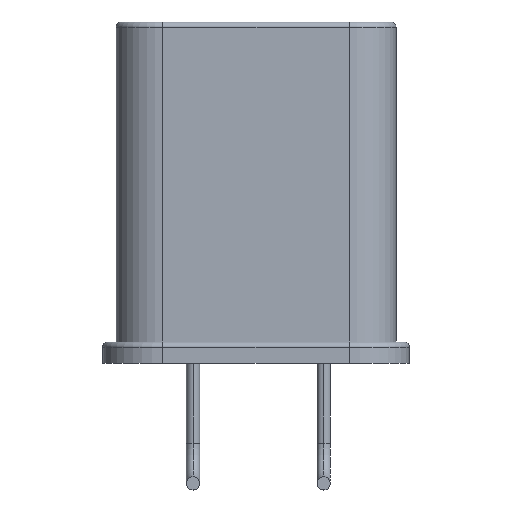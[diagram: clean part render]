
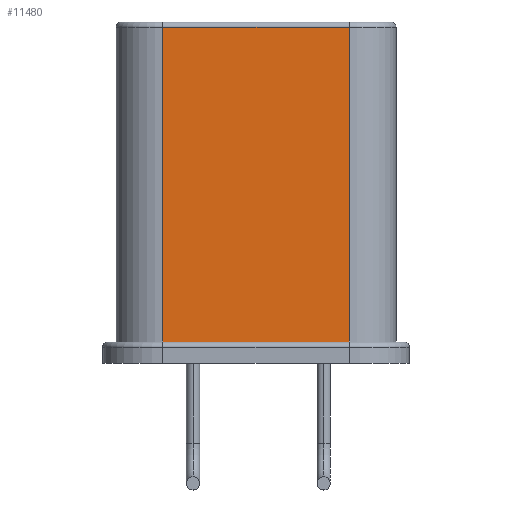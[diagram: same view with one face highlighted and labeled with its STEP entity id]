
A CAD part, front view. The second image highlights one B-rep face of the part: STEP entity #11480.
In plain terms, the highlighted planar face has unit normal (0, -1, 0).
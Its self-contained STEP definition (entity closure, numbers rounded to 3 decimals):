
#265 = EDGE_CURVE ( 'NONE', #626, #10908, #5384, .T. ) ;
#318 = VECTOR ( 'NONE', #7684, 1000. ) ;
#546 = LINE ( 'NONE', #7770, #9626 ) ;
#592 = VERTEX_POINT ( 'NONE', #11258 ) ;
#604 = DIRECTION ( 'NONE',  ( -1., 0., 0. ) ) ;
#626 = VERTEX_POINT ( 'NONE', #4579 ) ;
#775 = EDGE_CURVE ( 'NONE', #1011, #10908, #4084, .T. ) ;
#867 = ORIENTED_EDGE ( 'NONE', *, *, #775, .T. ) ;
#1011 = VERTEX_POINT ( 'NONE', #6028 ) ;
#1032 = EDGE_LOOP ( 'NONE', ( #8845, #8722, #4094, #867 ) ) ;
#1246 = CARTESIAN_POINT ( 'NONE',  ( -3.5, -1.75, 12.8 ) ) ;
#2100 = FACE_OUTER_BOUND ( 'NONE', #1032, .T. ) ;
#2531 = CARTESIAN_POINT ( 'NONE',  ( 3.5, -1.75, 12.8 ) ) ;
#3179 = PLANE ( 'NONE',  #6111 ) ;
#3595 = DIRECTION ( 'NONE',  ( 0., 0., -1. ) ) ;
#4084 = LINE ( 'NONE', #9564, #5482 ) ;
#4094 = ORIENTED_EDGE ( 'NONE', *, *, #7545, .T. ) ;
#4579 = CARTESIAN_POINT ( 'NONE',  ( 3.5, -1.75, 12.6 ) ) ;
#4963 = DIRECTION ( 'NONE',  ( 1., 0., 0. ) ) ;
#5384 = LINE ( 'NONE', #2531, #6217 ) ;
#5482 = VECTOR ( 'NONE', #4963, 1000. ) ;
#5829 = CARTESIAN_POINT ( 'NONE',  ( -3.5, -1.75, 12.8 ) ) ;
#6028 = CARTESIAN_POINT ( 'NONE',  ( -3.5, -1.75, 0.8 ) ) ;
#6111 = AXIS2_PLACEMENT_3D ( 'NONE', #1246, #6805, #10393 ) ;
#6217 = VECTOR ( 'NONE', #3595, 1000. ) ;
#6805 = DIRECTION ( 'NONE',  ( 0., 1., 0. ) ) ;
#7545 = EDGE_CURVE ( 'NONE', #592, #1011, #11312, .T. ) ;
#7684 = DIRECTION ( 'NONE',  ( 0., 0., -1. ) ) ;
#7770 = CARTESIAN_POINT ( 'NONE',  ( -3.5, -1.75, 12.6 ) ) ;
#8338 = CARTESIAN_POINT ( 'NONE',  ( 3.5, -1.75, 0.8 ) ) ;
#8540 = EDGE_CURVE ( 'NONE', #626, #592, #546, .T. ) ;
#8722 = ORIENTED_EDGE ( 'NONE', *, *, #8540, .T. ) ;
#8845 = ORIENTED_EDGE ( 'NONE', *, *, #265, .F. ) ;
#9564 = CARTESIAN_POINT ( 'NONE',  ( -3.5, -1.75, 0.8 ) ) ;
#9626 = VECTOR ( 'NONE', #604, 1000. ) ;
#10393 = DIRECTION ( 'NONE',  ( 0., 0., 1. ) ) ;
#10908 = VERTEX_POINT ( 'NONE', #8338 ) ;
#11258 = CARTESIAN_POINT ( 'NONE',  ( -3.5, -1.75, 12.6 ) ) ;
#11312 = LINE ( 'NONE', #5829, #318 ) ;
#11480 = ADVANCED_FACE ( 'NONE', ( #2100 ), #3179, .F. ) ;
